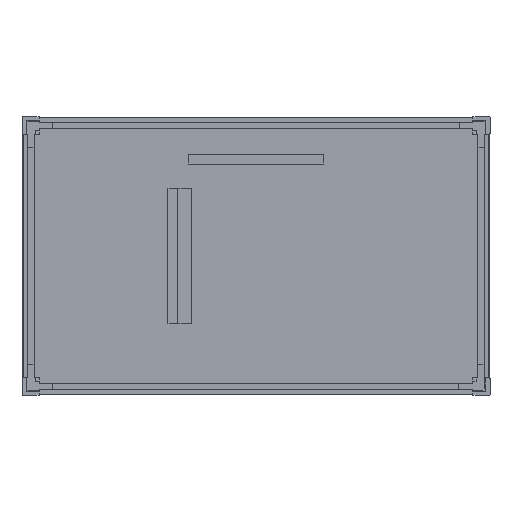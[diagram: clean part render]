
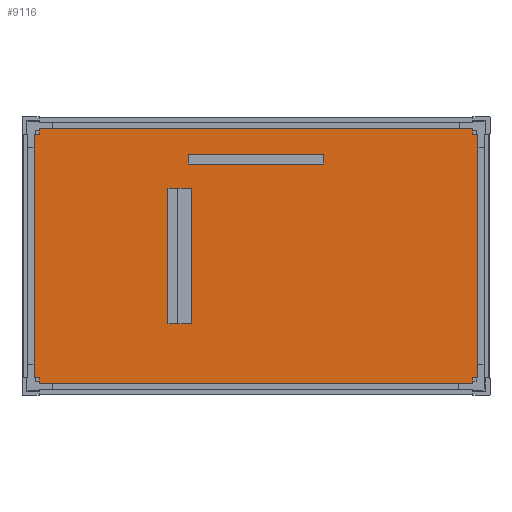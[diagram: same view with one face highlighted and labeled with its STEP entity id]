
A CAD part, left-side view. The second image highlights one B-rep face of the part: STEP entity #9116.
In plain terms, the highlighted planar face has unit normal (-1, 0, 0).
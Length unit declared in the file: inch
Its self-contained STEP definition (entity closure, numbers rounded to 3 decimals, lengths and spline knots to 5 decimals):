
#154=DIRECTION('',(0.,-1.,0.));
#155=VECTOR('',#154,0.39);
#156=CARTESIAN_POINT('',(-0.206,-16.,-9.));
#157=LINE('',#156,#155);
#250=DIRECTION('',(0.,1.,0.));
#251=VECTOR('',#250,0.39);
#252=CARTESIAN_POINT('',(-0.206,16.,-9.));
#253=LINE('',#252,#251);
#422=DIRECTION('',(0.,0.,-1.));
#423=VECTOR('',#422,0.39);
#424=CARTESIAN_POINT('',(-0.206,16.,-9.));
#425=LINE('',#424,#423);
#2289=DIRECTION('',(0.,0.,1.));
#2290=VECTOR('',#2289,0.39);
#2291=CARTESIAN_POINT('',(-0.206,16.,9.));
#2292=LINE('',#2291,#2290);
#2513=DIRECTION('',(0.,1.,0.));
#2514=VECTOR('',#2513,0.39);
#2515=CARTESIAN_POINT('',(-0.206,16.,9.));
#2516=LINE('',#2515,#2514);
#2653=DIRECTION('',(0.,0.,-1.));
#2654=VECTOR('',#2653,0.39);
#2655=CARTESIAN_POINT('',(-0.206,-16.,-9.));
#2656=LINE('',#2655,#2654);
#2701=DIRECTION('',(0.,1.,0.));
#2702=VECTOR('',#2701,32.);
#2703=CARTESIAN_POINT('',(-0.206,-16.,-9.39));
#2704=LINE('',#2703,#2702);
#2705=DIRECTION('',(0.,0.,1.));
#2706=VECTOR('',#2705,18.);
#2707=CARTESIAN_POINT('',(-0.206,16.39,-9.));
#2708=LINE('',#2707,#2706);
#2713=DIRECTION('',(0.,-1.,0.));
#2714=VECTOR('',#2713,32.);
#2715=CARTESIAN_POINT('',(-0.206,16.,9.39));
#2716=LINE('',#2715,#2714);
#2757=DIRECTION('',(0.,0.,1.));
#2758=VECTOR('',#2757,0.39);
#2759=CARTESIAN_POINT('',(-0.206,-16.,9.));
#2760=LINE('',#2759,#2758);
#2813=DIRECTION('',(0.,-1.,0.));
#2814=VECTOR('',#2813,0.39);
#2815=CARTESIAN_POINT('',(-0.206,-16.,9.));
#2816=LINE('',#2815,#2814);
#2885=DIRECTION('',(0.,0.,-1.));
#2886=VECTOR('',#2885,18.);
#2887=CARTESIAN_POINT('',(-0.206,-16.39,9.));
#2888=LINE('',#2887,#2886);
#3522=DIRECTION('',(0.,0.,1.));
#3523=VECTOR('',#3522,0.2);
#3524=CARTESIAN_POINT('',(-0.206,-5.,7.3));
#3525=LINE('',#3524,#3523);
#3550=DIRECTION('',(0.,1.,0.));
#3551=VECTOR('',#3550,10.);
#3552=CARTESIAN_POINT('',(-0.206,-5.,7.3));
#3553=LINE('',#3552,#3551);
#3554=DIRECTION('',(0.,0.,1.));
#3555=VECTOR('',#3554,0.2);
#3556=CARTESIAN_POINT('',(-0.206,5.,7.3));
#3557=LINE('',#3556,#3555);
#3582=DIRECTION('',(0.,1.,0.));
#3583=VECTOR('',#3582,10.);
#3584=CARTESIAN_POINT('',(-0.206,-5.,7.5));
#3585=LINE('',#3584,#3583);
#3606=DIRECTION('',(0.,1.,0.));
#3607=VECTOR('',#3606,0.8952);
#3608=CARTESIAN_POINT('',(-0.206,5.6048,5.));
#3609=LINE('',#3608,#3607);
#3682=DIRECTION('',(0.,0.,-1.));
#3683=VECTOR('',#3682,10.);
#3684=CARTESIAN_POINT('',(-0.206,5.6048,5.));
#3685=LINE('',#3684,#3683);
#3686=DIRECTION('',(0.,1.,0.));
#3687=VECTOR('',#3686,0.8952);
#3688=CARTESIAN_POINT('',(-0.206,5.6048,-5.));
#3689=LINE('',#3688,#3687);
#3762=DIRECTION('',(0.,0.,-1.));
#3763=VECTOR('',#3762,10.);
#3764=CARTESIAN_POINT('',(-0.206,6.5,5.));
#3765=LINE('',#3764,#3763);
#4506=CARTESIAN_POINT('',(-0.206,16.,9.39));
#4508=VERTEX_POINT('',#4506);
#4526=CARTESIAN_POINT('',(-0.206,-16.,9.39));
#4528=VERTEX_POINT('',#4526);
#4566=CARTESIAN_POINT('',(-0.206,-16.,-9.39));
#4568=VERTEX_POINT('',#4566);
#4586=CARTESIAN_POINT('',(-0.206,16.,-9.39));
#4588=VERTEX_POINT('',#4586);
#4630=CARTESIAN_POINT('',(-0.206,-16.39,9.));
#4632=VERTEX_POINT('',#4630);
#4650=CARTESIAN_POINT('',(-0.206,-16.39,-9.));
#4652=VERTEX_POINT('',#4650);
#4693=CARTESIAN_POINT('',(-0.206,-16.,9.));
#4695=VERTEX_POINT('',#4693);
#4703=CARTESIAN_POINT('',(-0.206,-16.,-9.));
#4705=VERTEX_POINT('',#4703);
#4718=CARTESIAN_POINT('',(-0.206,16.39,-9.));
#4720=VERTEX_POINT('',#4718);
#4738=CARTESIAN_POINT('',(-0.206,16.39,9.));
#4740=VERTEX_POINT('',#4738);
#4781=CARTESIAN_POINT('',(-0.206,16.,9.));
#4783=VERTEX_POINT('',#4781);
#4791=CARTESIAN_POINT('',(-0.206,16.,-9.));
#4793=VERTEX_POINT('',#4791);
#5574=CARTESIAN_POINT('',(-0.206,5.6048,5.));
#5575=CARTESIAN_POINT('',(-0.206,6.5,5.));
#5576=VERTEX_POINT('',#5574);
#5577=VERTEX_POINT('',#5575);
#5582=CARTESIAN_POINT('',(-0.206,5.6048,-5.));
#5583=CARTESIAN_POINT('',(-0.206,6.5,-5.));
#5584=VERTEX_POINT('',#5582);
#5585=VERTEX_POINT('',#5583);
#5590=CARTESIAN_POINT('',(-0.206,-5.,7.3));
#5591=CARTESIAN_POINT('',(-0.206,-5.,7.5));
#5592=VERTEX_POINT('',#5590);
#5593=VERTEX_POINT('',#5591);
#5598=CARTESIAN_POINT('',(-0.206,5.,7.3));
#5599=CARTESIAN_POINT('',(-0.206,5.,7.5));
#5600=VERTEX_POINT('',#5598);
#5601=VERTEX_POINT('',#5599);
#9072=CARTESIAN_POINT('',(-0.206,16.,8.98));
#9073=DIRECTION('',(-1.,0.,0.));
#9074=DIRECTION('',(0.,0.,1.));
#9075=AXIS2_PLACEMENT_3D('',#9072,#9073,#9074);
#9076=PLANE('',#9075);
#9077=ORIENTED_EDGE('',*,*,#6056,.F.);
#9078=ORIENTED_EDGE('',*,*,#5905,.T.);
#9080=ORIENTED_EDGE('',*,*,#9079,.T.);
#9081=ORIENTED_EDGE('',*,*,#8798,.F.);
#9082=ORIENTED_EDGE('',*,*,#8540,.T.);
#9084=ORIENTED_EDGE('',*,*,#9083,.T.);
#9086=ORIENTED_EDGE('',*,*,#9085,.F.);
#9088=ORIENTED_EDGE('',*,*,#9087,.T.);
#9090=ORIENTED_EDGE('',*,*,#9089,.T.);
#9091=ORIENTED_EDGE('',*,*,#5805,.F.);
#9092=ORIENTED_EDGE('',*,*,#9026,.T.);
#9093=ORIENTED_EDGE('',*,*,#9067,.T.);
#9094=EDGE_LOOP('',(#9077,#9078,#9080,#9081,#9082,#9084,#9086,#9088,#9090,#9091,
#9092,#9093));
#9095=FACE_OUTER_BOUND('',#9094,.F.);
#9097=ORIENTED_EDGE('',*,*,#9096,.T.);
#9099=ORIENTED_EDGE('',*,*,#9098,.T.);
#9101=ORIENTED_EDGE('',*,*,#9100,.F.);
#9103=ORIENTED_EDGE('',*,*,#9102,.F.);
#9104=EDGE_LOOP('',(#9097,#9099,#9101,#9103));
#9105=FACE_BOUND('',#9104,.F.);
#9107=ORIENTED_EDGE('',*,*,#9106,.T.);
#9109=ORIENTED_EDGE('',*,*,#9108,.T.);
#9111=ORIENTED_EDGE('',*,*,#9110,.F.);
#9113=ORIENTED_EDGE('',*,*,#9112,.F.);
#9114=EDGE_LOOP('',(#9107,#9109,#9111,#9113));
#9115=FACE_BOUND('',#9114,.F.);
#9116=ADVANCED_FACE('',(#9095,#9105,#9115),#9076,.T.);
#5805=EDGE_CURVE('',#4705,#4652,#157,.T.);
#5905=EDGE_CURVE('',#4793,#4720,#253,.T.);
#6056=EDGE_CURVE('',#4793,#4588,#425,.T.);
#8540=EDGE_CURVE('',#4783,#4508,#2292,.T.);
#8798=EDGE_CURVE('',#4783,#4740,#2516,.T.);
#9026=EDGE_CURVE('',#4705,#4568,#2656,.T.);
#9067=EDGE_CURVE('',#4568,#4588,#2704,.T.);
#9079=EDGE_CURVE('',#4720,#4740,#2708,.T.);
#9083=EDGE_CURVE('',#4508,#4528,#2716,.T.);
#9085=EDGE_CURVE('',#4695,#4528,#2760,.T.);
#9087=EDGE_CURVE('',#4695,#4632,#2816,.T.);
#9089=EDGE_CURVE('',#4632,#4652,#2888,.T.);
#9096=EDGE_CURVE('',#5592,#5593,#3525,.T.);
#9098=EDGE_CURVE('',#5593,#5601,#3585,.T.);
#9100=EDGE_CURVE('',#5600,#5601,#3557,.T.);
#9102=EDGE_CURVE('',#5592,#5600,#3553,.T.);
#9106=EDGE_CURVE('',#5576,#5577,#3609,.T.);
#9108=EDGE_CURVE('',#5577,#5585,#3765,.T.);
#9110=EDGE_CURVE('',#5584,#5585,#3689,.T.);
#9112=EDGE_CURVE('',#5576,#5584,#3685,.T.);
